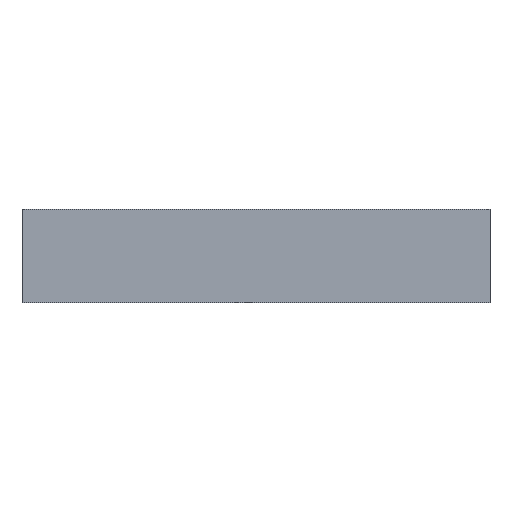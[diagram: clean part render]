
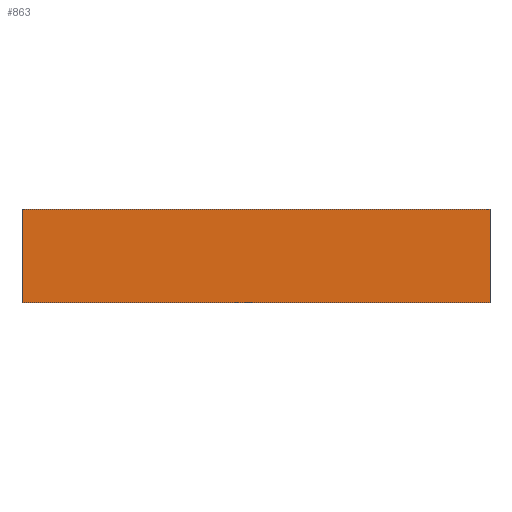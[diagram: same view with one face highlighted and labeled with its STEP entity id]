
A CAD part, front view. The second image highlights one B-rep face of the part: STEP entity #863.
In plain terms, the highlighted planar face has unit normal (0, -1, 0).
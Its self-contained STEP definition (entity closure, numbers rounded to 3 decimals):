
#20 = DIRECTION ( 'NONE',  ( 0., 1., 0. ) ) ;
#45 = VECTOR ( 'NONE', #1439, 1000. ) ;
#60 = VERTEX_POINT ( 'NONE', #450 ) ;
#75 = EDGE_CURVE ( 'NONE', #136, #951, #816, .T. ) ;
#136 = VERTEX_POINT ( 'NONE', #374 ) ;
#246 = ORIENTED_EDGE ( 'NONE', *, *, #1260, .F. ) ;
#254 = PLANE ( 'NONE',  #776 ) ;
#364 = CARTESIAN_POINT ( 'NONE',  ( 15., -30., 6. ) ) ;
#374 = CARTESIAN_POINT ( 'NONE',  ( -15., -30., 6. ) ) ;
#383 = LINE ( 'NONE', #998, #971 ) ;
#450 = CARTESIAN_POINT ( 'NONE',  ( 15., -30., 6. ) ) ;
#488 = FACE_OUTER_BOUND ( 'NONE', #686, .T. ) ;
#508 = VERTEX_POINT ( 'NONE', #730 ) ;
#554 = DIRECTION ( 'NONE',  ( 0., 0., -1. ) ) ;
#686 = EDGE_LOOP ( 'NONE', ( #1171, #1022, #246, #1275 ) ) ;
#730 = CARTESIAN_POINT ( 'NONE',  ( 15., -30., 0. ) ) ;
#776 = AXIS2_PLACEMENT_3D ( 'NONE', #854, #20, #1080 ) ;
#816 = LINE ( 'NONE', #1026, #1202 ) ;
#854 = CARTESIAN_POINT ( 'NONE',  ( 15., -30., 6. ) ) ;
#863 = ADVANCED_FACE ( 'NONE', ( #488 ), #254, .F. ) ;
#925 = DIRECTION ( 'NONE',  ( 0., 0., -1. ) ) ;
#951 = VERTEX_POINT ( 'NONE', #1213 ) ;
#971 = VECTOR ( 'NONE', #1123, 1000. ) ;
#998 = CARTESIAN_POINT ( 'NONE',  ( 15., -30., 0. ) ) ;
#1022 = ORIENTED_EDGE ( 'NONE', *, *, #1173, .F. ) ;
#1026 = CARTESIAN_POINT ( 'NONE',  ( -15., -30., 6. ) ) ;
#1080 = DIRECTION ( 'NONE',  ( -1., 0., 0. ) ) ;
#1123 = DIRECTION ( 'NONE',  ( 1., 0., 0. ) ) ;
#1129 = VECTOR ( 'NONE', #554, 1000. ) ;
#1171 = ORIENTED_EDGE ( 'NONE', *, *, #1431, .T. ) ;
#1173 = EDGE_CURVE ( 'NONE', #60, #508, #1492, .T. ) ;
#1202 = VECTOR ( 'NONE', #925, 1000. ) ;
#1213 = CARTESIAN_POINT ( 'NONE',  ( -15., -30., 0. ) ) ;
#1260 = EDGE_CURVE ( 'NONE', #136, #60, #1537, .T. ) ;
#1275 = ORIENTED_EDGE ( 'NONE', *, *, #75, .T. ) ;
#1280 = CARTESIAN_POINT ( 'NONE',  ( 15., -30., 6. ) ) ;
#1431 = EDGE_CURVE ( 'NONE', #951, #508, #383, .T. ) ;
#1439 = DIRECTION ( 'NONE',  ( 1., 0., 0. ) ) ;
#1492 = LINE ( 'NONE', #1280, #1129 ) ;
#1537 = LINE ( 'NONE', #364, #45 ) ;
